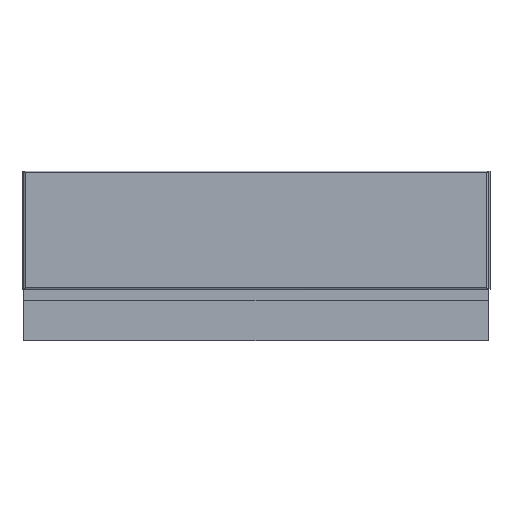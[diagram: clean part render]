
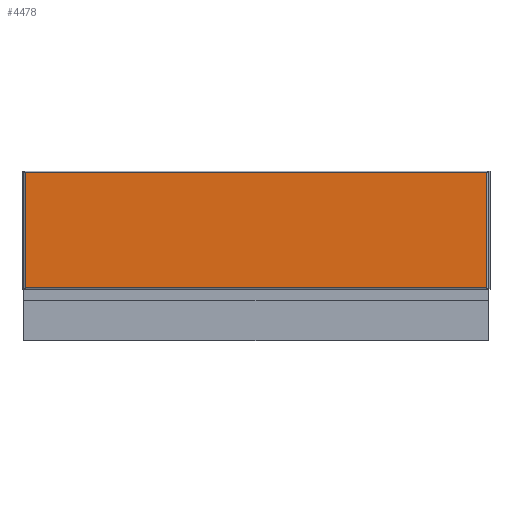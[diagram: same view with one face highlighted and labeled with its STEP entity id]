
A CAD part, top view. The second image highlights one B-rep face of the part: STEP entity #4478.
In plain terms, the highlighted planar face has unit normal (0, 0, 1).
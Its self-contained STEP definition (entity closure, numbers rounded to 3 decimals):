
#35 = DIRECTION ( 'NONE',  ( -1., 0., 0. ) ) ;
#104 = PLANE ( 'NONE',  #1044 ) ;
#114 = VECTOR ( 'NONE', #2693, 1000. ) ;
#195 = DIRECTION ( 'NONE',  ( 1., 0., 0. ) ) ;
#320 = DIRECTION ( 'NONE',  ( 0., 1., 0. ) ) ;
#749 = CARTESIAN_POINT ( 'NONE',  ( 398.5, -100.093, 0. ) ) ;
#803 = VERTEX_POINT ( 'NONE', #2396 ) ;
#902 = LINE ( 'NONE', #2216, #114 ) ;
#933 = EDGE_CURVE ( 'NONE', #1842, #803, #4766, .T. ) ;
#979 = EDGE_CURVE ( 'NONE', #5126, #1842, #1303, .T. ) ;
#1044 = AXIS2_PLACEMENT_3D ( 'NONE', #3175, #5489, #195 ) ;
#1303 = LINE ( 'NONE', #1764, #4965 ) ;
#1511 = VECTOR ( 'NONE', #35, 1000. ) ;
#1764 = CARTESIAN_POINT ( 'NONE',  ( -399.093, -99.5, 0. ) ) ;
#1842 = VERTEX_POINT ( 'NONE', #2281 ) ;
#1936 = EDGE_CURVE ( 'NONE', #5245, #5126, #902, .T. ) ;
#1941 = FACE_OUTER_BOUND ( 'NONE', #4397, .T. ) ;
#1969 = VECTOR ( 'NONE', #320, 1000. ) ;
#2216 = CARTESIAN_POINT ( 'NONE',  ( -398.5, 100.093, 0. ) ) ;
#2281 = CARTESIAN_POINT ( 'NONE',  ( 398.5, -99.5, 0. ) ) ;
#2396 = CARTESIAN_POINT ( 'NONE',  ( 398.5, 99.5, 0. ) ) ;
#2693 = DIRECTION ( 'NONE',  ( 0., -1., 0. ) ) ;
#3070 = CARTESIAN_POINT ( 'NONE',  ( 399.093, 99.5, 0. ) ) ;
#3141 = ORIENTED_EDGE ( 'NONE', *, *, #3600, .T. ) ;
#3175 = CARTESIAN_POINT ( 'NONE',  ( 0., 0., 0. ) ) ;
#3199 = ORIENTED_EDGE ( 'NONE', *, *, #979, .T. ) ;
#3600 = EDGE_CURVE ( 'NONE', #803, #5245, #4975, .T. ) ;
#3802 = ORIENTED_EDGE ( 'NONE', *, *, #933, .T. ) ;
#3866 = CARTESIAN_POINT ( 'NONE',  ( -398.5, -99.5, 0. ) ) ;
#4108 = ORIENTED_EDGE ( 'NONE', *, *, #1936, .T. ) ;
#4397 = EDGE_LOOP ( 'NONE', ( #3141, #4108, #3199, #3802 ) ) ;
#4412 = CARTESIAN_POINT ( 'NONE',  ( -398.5, 99.5, 0. ) ) ;
#4439 = DIRECTION ( 'NONE',  ( 1., 0., 0. ) ) ;
#4478 = ADVANCED_FACE ( 'NONE', ( #1941 ), #104, .T. ) ;
#4766 = LINE ( 'NONE', #749, #1969 ) ;
#4965 = VECTOR ( 'NONE', #4439, 1000. ) ;
#4975 = LINE ( 'NONE', #3070, #1511 ) ;
#5126 = VERTEX_POINT ( 'NONE', #3866 ) ;
#5245 = VERTEX_POINT ( 'NONE', #4412 ) ;
#5489 = DIRECTION ( 'NONE',  ( 0., 0., 1. ) ) ;
